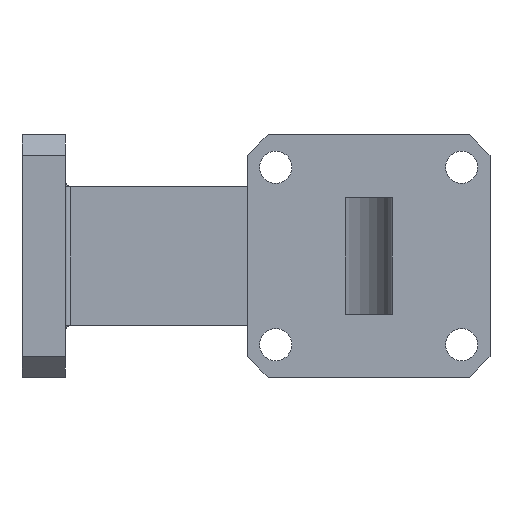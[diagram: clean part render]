
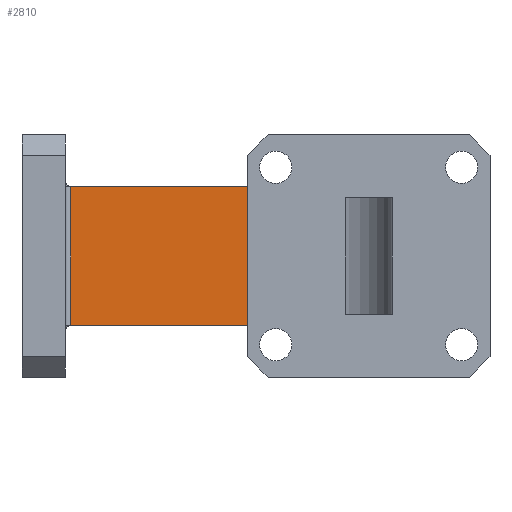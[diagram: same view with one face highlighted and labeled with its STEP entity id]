
A CAD part, front view. The second image highlights one B-rep face of the part: STEP entity #2810.
In plain terms, the highlighted planar face has unit normal (0, -1, 0).
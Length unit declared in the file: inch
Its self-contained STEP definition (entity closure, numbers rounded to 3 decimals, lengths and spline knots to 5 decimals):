
#42 = ORIENTED_EDGE ( 'NONE', *, *, #2538, .F. ) ;
#90 = LINE ( 'NONE', #1340, #2912 ) ;
#331 = EDGE_CURVE ( 'NONE', #1778, #3301, #1004, .T. ) ;
#344 = LINE ( 'NONE', #1504, #2177 ) ;
#458 = DIRECTION ( 'NONE',  ( 0., -1., 0. ) ) ;
#501 = CARTESIAN_POINT ( 'NONE',  ( 0.176, -0.125, 0.25 ) ) ;
#519 = DIRECTION ( 'NONE',  ( 0., 0., -1. ) ) ;
#607 = EDGE_LOOP ( 'NONE', ( #42, #917, #634, #1647 ) ) ;
#634 = ORIENTED_EDGE ( 'NONE', *, *, #778, .T. ) ;
#716 = PLANE ( 'NONE',  #2680 ) ;
#778 = EDGE_CURVE ( 'NONE', #3301, #1503, #344, .T. ) ;
#917 = ORIENTED_EDGE ( 'NONE', *, *, #331, .T. ) ;
#1004 = LINE ( 'NONE', #1618, #1088 ) ;
#1088 = VECTOR ( 'NONE', #2935, 39.37008 ) ;
#1271 = DIRECTION ( 'NONE',  ( 1., 0., 0. ) ) ;
#1340 = CARTESIAN_POINT ( 'NONE',  ( 1.06, -0.125, 0.25 ) ) ;
#1351 = CARTESIAN_POINT ( 'NONE',  ( 0., -0.125, 0.25 ) ) ;
#1362 = DIRECTION ( 'NONE',  ( 1., 0., 0. ) ) ;
#1503 = VERTEX_POINT ( 'NONE', #2128 ) ;
#1504 = CARTESIAN_POINT ( 'NONE',  ( 0., -0.125, -0.25 ) ) ;
#1590 = VECTOR ( 'NONE', #1362, 39.37008 ) ;
#1618 = CARTESIAN_POINT ( 'NONE',  ( 0.176, -0.125, -0.25 ) ) ;
#1647 = ORIENTED_EDGE ( 'NONE', *, *, #2129, .T. ) ;
#1656 = CARTESIAN_POINT ( 'NONE',  ( 1.06, -0.125, 0.25 ) ) ;
#1720 = LINE ( 'NONE', #1351, #1590 ) ;
#1778 = VERTEX_POINT ( 'NONE', #501 ) ;
#1876 = DIRECTION ( 'NONE',  ( 0., 0., 1. ) ) ;
#2128 = CARTESIAN_POINT ( 'NONE',  ( 1.06, -0.125, -0.25 ) ) ;
#2129 = EDGE_CURVE ( 'NONE', #1503, #2989, #90, .T. ) ;
#2177 = VECTOR ( 'NONE', #1271, 39.37008 ) ;
#2524 = FACE_OUTER_BOUND ( 'NONE', #607, .T. ) ;
#2538 = EDGE_CURVE ( 'NONE', #1778, #2989, #1720, .T. ) ;
#2680 = AXIS2_PLACEMENT_3D ( 'NONE', #2828, #458, #519 ) ;
#2722 = CARTESIAN_POINT ( 'NONE',  ( 0.176, -0.125, -0.25 ) ) ;
#2810 = ADVANCED_FACE ( 'NONE', ( #2524 ), #716, .T. ) ;
#2828 = CARTESIAN_POINT ( 'NONE',  ( 0., -0.125, 0.25 ) ) ;
#2912 = VECTOR ( 'NONE', #1876, 39.37008 ) ;
#2935 = DIRECTION ( 'NONE',  ( 0., 0., -1. ) ) ;
#2989 = VERTEX_POINT ( 'NONE', #1656 ) ;
#3301 = VERTEX_POINT ( 'NONE', #2722 ) ;
